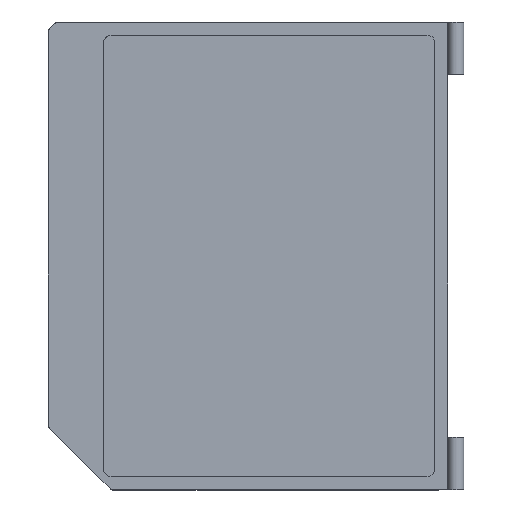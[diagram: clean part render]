
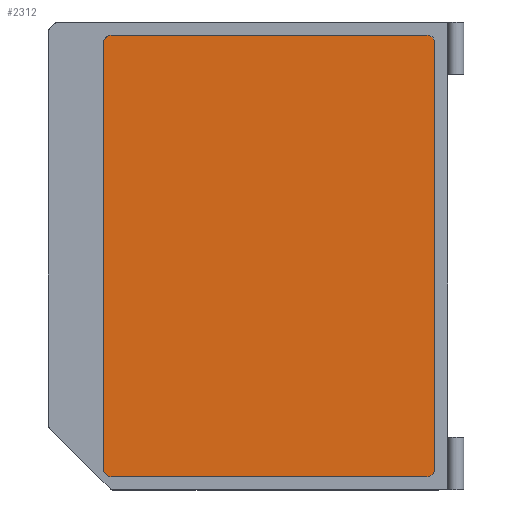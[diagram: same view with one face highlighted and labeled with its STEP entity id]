
A CAD part, top view. The second image highlights one B-rep face of the part: STEP entity #2312.
In plain terms, the highlighted planar face has unit normal (0, 0, 1).
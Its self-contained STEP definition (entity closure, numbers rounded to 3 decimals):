
#71 = ORIENTED_EDGE ( 'NONE', *, *, #2470, .T. ) ;
#109 = CARTESIAN_POINT ( 'NONE',  ( 3., 0., 1. ) ) ;
#155 = PLANE ( 'NONE',  #4083 ) ;
#185 = DIRECTION ( 'NONE',  ( 1., 0., 0. ) ) ;
#208 = VERTEX_POINT ( 'NONE', #5409 ) ;
#279 = CARTESIAN_POINT ( 'NONE',  ( 123.5, 165.5, 1. ) ) ;
#304 = CIRCLE ( 'NONE', #2908, 3. ) ;
#380 = EDGE_CURVE ( 'NONE', #3432, #1963, #2938, .T. ) ;
#391 = ORIENTED_EDGE ( 'NONE', *, *, #1073, .T. ) ;
#549 = CARTESIAN_POINT ( 'NONE',  ( 123.5, 0., 1. ) ) ;
#667 = LINE ( 'NONE', #3878, #3692 ) ;
#989 = CARTESIAN_POINT ( 'NONE',  ( 63.25, 168.5, 1. ) ) ;
#1073 = EDGE_CURVE ( 'NONE', #1127, #208, #4658, .T. ) ;
#1083 = DIRECTION ( 'NONE',  ( 1., 0., 0. ) ) ;
#1118 = CARTESIAN_POINT ( 'NONE',  ( 3., 165.5, 1. ) ) ;
#1127 = VERTEX_POINT ( 'NONE', #1785 ) ;
#1143 = DIRECTION ( 'NONE',  ( 0., 0., 1. ) ) ;
#1144 = DIRECTION ( 'NONE',  ( 1., 0., 0. ) ) ;
#1307 = EDGE_CURVE ( 'NONE', #1127, #5883, #5110, .T. ) ;
#1352 = AXIS2_PLACEMENT_3D ( 'NONE', #4865, #1143, #1083 ) ;
#1531 = EDGE_LOOP ( 'NONE', ( #3687, #71, #4845, #391, #3540, #1820, #2965, #2465 ) ) ;
#1589 = DIRECTION ( 'NONE',  ( 0., 0., 1. ) ) ;
#1623 = CARTESIAN_POINT ( 'NONE',  ( 126.5, 84.25, 1. ) ) ;
#1731 = LINE ( 'NONE', #1623, #3784 ) ;
#1785 = CARTESIAN_POINT ( 'NONE',  ( 3., 168.5, 1. ) ) ;
#1820 = ORIENTED_EDGE ( 'NONE', *, *, #1886, .T. ) ;
#1885 = CARTESIAN_POINT ( 'NONE',  ( 123.5, 3., 1. ) ) ;
#1886 = EDGE_CURVE ( 'NONE', #5333, #5956, #5116, .T. ) ;
#1963 = VERTEX_POINT ( 'NONE', #2119 ) ;
#2076 = FACE_OUTER_BOUND ( 'NONE', #1531, .T. ) ;
#2119 = CARTESIAN_POINT ( 'NONE',  ( 126.5, 3., 1. ) ) ;
#2312 = ADVANCED_FACE ( 'NONE', ( #2076 ), #155, .T. ) ;
#2399 = DIRECTION ( 'NONE',  ( 1., 0., 0. ) ) ;
#2461 = EDGE_CURVE ( 'NONE', #1963, #2517, #1731, .T. ) ;
#2465 = ORIENTED_EDGE ( 'NONE', *, *, #380, .T. ) ;
#2470 = EDGE_CURVE ( 'NONE', #2517, #5883, #304, .T. ) ;
#2517 = VERTEX_POINT ( 'NONE', #3129 ) ;
#2633 = EDGE_CURVE ( 'NONE', #5956, #3432, #667, .T. ) ;
#2798 = DIRECTION ( 'NONE',  ( 0., 1., 0. ) ) ;
#2841 = CARTESIAN_POINT ( 'NONE',  ( 123.5, 168.5, 1. ) ) ;
#2908 = AXIS2_PLACEMENT_3D ( 'NONE', #279, #4994, #4452 ) ;
#2938 = CIRCLE ( 'NONE', #5153, 3. ) ;
#2965 = ORIENTED_EDGE ( 'NONE', *, *, #2633, .T. ) ;
#2975 = DIRECTION ( 'NONE',  ( 1., 0., 0. ) ) ;
#3129 = CARTESIAN_POINT ( 'NONE',  ( 126.5, 165.5, 1. ) ) ;
#3238 = VECTOR ( 'NONE', #2798, 1000. ) ;
#3432 = VERTEX_POINT ( 'NONE', #549 ) ;
#3540 = ORIENTED_EDGE ( 'NONE', *, *, #4163, .F. ) ;
#3687 = ORIENTED_EDGE ( 'NONE', *, *, #2461, .T. ) ;
#3692 = VECTOR ( 'NONE', #2399, 1000. ) ;
#3784 = VECTOR ( 'NONE', #5817, 1000. ) ;
#3878 = CARTESIAN_POINT ( 'NONE',  ( 63.25, 0., 1. ) ) ;
#3919 = DIRECTION ( 'NONE',  ( 0., 0., 1. ) ) ;
#4083 = AXIS2_PLACEMENT_3D ( 'NONE', #4731, #3919, #2975 ) ;
#4121 = LINE ( 'NONE', #5525, #3238 ) ;
#4163 = EDGE_CURVE ( 'NONE', #5333, #208, #4121, .T. ) ;
#4257 = DIRECTION ( 'NONE',  ( 1., 0., 0. ) ) ;
#4287 = AXIS2_PLACEMENT_3D ( 'NONE', #1118, #1589, #1144 ) ;
#4452 = DIRECTION ( 'NONE',  ( 1., 0., 0. ) ) ;
#4658 = CIRCLE ( 'NONE', #4287, 3. ) ;
#4731 = CARTESIAN_POINT ( 'NONE',  ( 22.266, 64.764, 1. ) ) ;
#4845 = ORIENTED_EDGE ( 'NONE', *, *, #1307, .F. ) ;
#4865 = CARTESIAN_POINT ( 'NONE',  ( 3., 3., 1. ) ) ;
#4959 = VECTOR ( 'NONE', #185, 1000. ) ;
#4994 = DIRECTION ( 'NONE',  ( 0., 0., 1. ) ) ;
#5110 = LINE ( 'NONE', #989, #4959 ) ;
#5116 = CIRCLE ( 'NONE', #1352, 3. ) ;
#5153 = AXIS2_PLACEMENT_3D ( 'NONE', #1885, #5572, #4257 ) ;
#5333 = VERTEX_POINT ( 'NONE', #5665 ) ;
#5409 = CARTESIAN_POINT ( 'NONE',  ( 0., 165.5, 1. ) ) ;
#5525 = CARTESIAN_POINT ( 'NONE',  ( 0., 84.25, 1. ) ) ;
#5572 = DIRECTION ( 'NONE',  ( 0., 0., 1. ) ) ;
#5665 = CARTESIAN_POINT ( 'NONE',  ( 0., 3., 1. ) ) ;
#5817 = DIRECTION ( 'NONE',  ( 0., 1., 0. ) ) ;
#5883 = VERTEX_POINT ( 'NONE', #2841 ) ;
#5956 = VERTEX_POINT ( 'NONE', #109 ) ;
